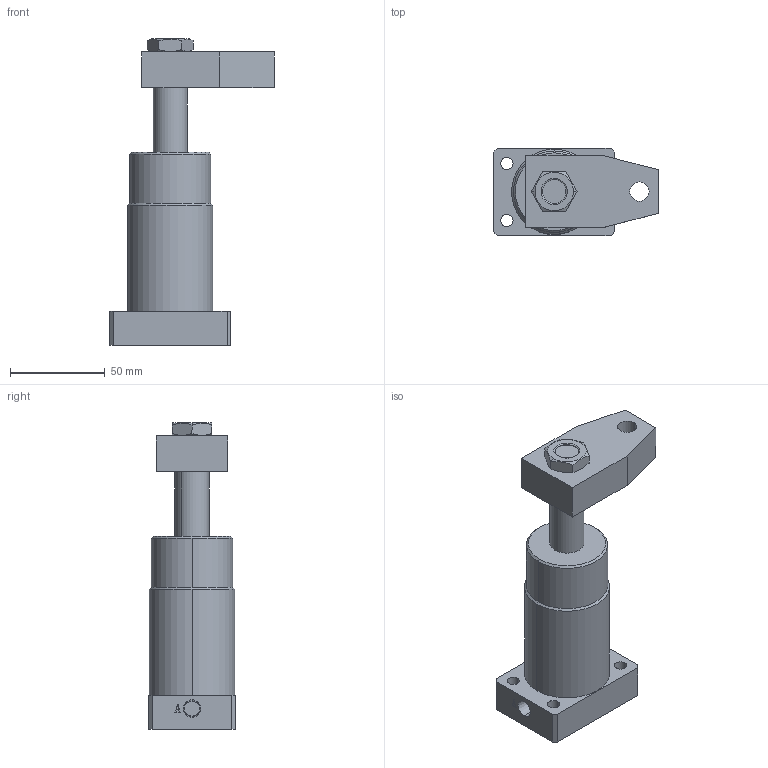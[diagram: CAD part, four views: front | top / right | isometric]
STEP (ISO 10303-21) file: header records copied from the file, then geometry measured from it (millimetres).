
FILE_DESCRIPTION (( 'STEP AP203' ), '1' );
FILE_NAME ('HNFS-25B.STEP', '2019-10-12T07:27:07', ( '微软用户' ), ( '微软中国' ), 'SwSTEP 2.0', 'SolidWorks 2012', '' );
FILE_SCHEMA (( 'CONFIG_CONTROL_DESIGN' ));
Length unit declared in the file: millimetre
Products named in the file (5): HNFS-25B掛极; 25A活塞杆; 25等旋; hex thin nuts grades ab gb_GB_FASTENER_NUT_STNABTT M14X1.5-N; HNFS-25B
Assembly tree (4 placements, depth 2):
  HNFS-25B
    HNFS-25B掛极
    25A活塞杆
    25等旋
    hex thin nuts grades ab gb_GB_FASTENER_NUT_STNABTT M14X1.5-N
Bounding box: 87 x 46 x 162 mm (x, y, z)
Volume: 234806.4 mm3; surface area: 39478.3 mm2
Topology: 4 solids, 4 shells, 147 faces, 353 edges, 228 vertices
Faces by surface type: plane 75, cylinder 30, cone 24, bspline 16, torus 2
Entity records: 5654 total; most frequent: CARTESIAN_POINT 1731, ORIENTED_EDGE 706, DIRECTION 677, EDGE_CURVE 353, AXIS2_PLACEMENT_3D 230, VERTEX_POINT 228, VECTOR 217, LINE 217
